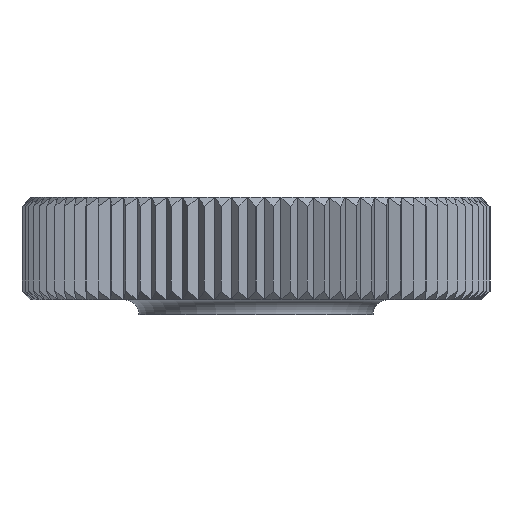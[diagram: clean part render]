
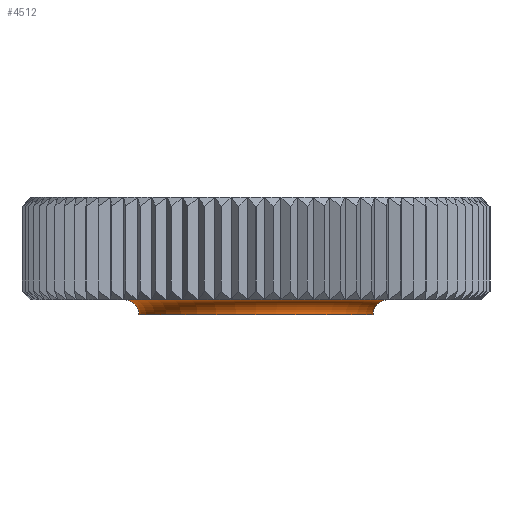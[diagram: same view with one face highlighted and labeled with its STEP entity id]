
A CAD part, front view. The second image highlights one B-rep face of the part: STEP entity #4512.
In plain terms, the highlighted toroidal (fillet/blend) face has major radius 4.5 mm and minor radius 0.5 mm.
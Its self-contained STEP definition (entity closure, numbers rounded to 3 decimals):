
#2138=EDGE_CURVE('',#2680,#3808,#6049,.T.);
#2680=VERTEX_POINT('',#6662);
#3210=EDGE_CURVE('',#2680,#3968,#7251,.T.);
#3808=VERTEX_POINT('',#7918);
#3968=VERTEX_POINT('',#8097);
#4512=ADVANCED_FACE('',(#8701),#8702,.F.);
#4834=VERTEX_POINT('',#9057);
#5490=EDGE_CURVE('',#4834,#3968,#9784,.T.);
#5694=EDGE_CURVE('',#3808,#4834,#10013,.T.);
#6049=CIRCLE('',#10587,0.5);
#6662=CARTESIAN_POINT('',(4.5,0.,0.5));
#7251=CIRCLE('',#12892,4.5);
#7918=CARTESIAN_POINT('',(4.,0.,0.0));
#8097=CARTESIAN_POINT('',(-4.5,0.,0.5));
#8701=FACE_OUTER_BOUND('',#15788,.T.);
#8702=TOROIDAL_SURFACE('',#15789,4.5,0.5);
#9057=CARTESIAN_POINT('',(-4.,0.,0.0));
#9784=CIRCLE('',#17933,0.5);
#10013=CIRCLE('',#18431,4.);
#10587=AXIS2_PLACEMENT_3D('',#19033,#19034,#19035);
#12892=AXIS2_PLACEMENT_3D('',#20528,#20529,#20530);
#15788=EDGE_LOOP('',(#22174,#22175,#22176,#22177));
#15789=AXIS2_PLACEMENT_3D('',#22178,#22179,#22180);
#17933=AXIS2_PLACEMENT_3D('',#23418,#23419,#23420);
#18431=AXIS2_PLACEMENT_3D('',#23690,#23691,#23692);
#19033=CARTESIAN_POINT('',(4.5,0.,0.));
#19034=DIRECTION('',(0.,-1.0,-0.0));
#19035=DIRECTION('',(1.0,0.,0.0));
#20528=CARTESIAN_POINT('',(0.,0.,0.5));
#20529=DIRECTION('',(0.0,0.0,-1.0));
#20530=DIRECTION('',(1.0,0.,0.0));
#22174=ORIENTED_EDGE('',*,*,#2138,.F.);
#22175=ORIENTED_EDGE('',*,*,#3210,.T.);
#22176=ORIENTED_EDGE('',*,*,#5490,.F.);
#22177=ORIENTED_EDGE('',*,*,#5694,.F.);
#22178=CARTESIAN_POINT('',(0.,0.,0.));
#22179=DIRECTION('',(0.0,0.0,-1.0));
#22180=DIRECTION('',(-1.0,0.0,0.0));
#23418=CARTESIAN_POINT('',(-4.5,0.,0.));
#23419=DIRECTION('',(0.,-1.0,-0.0));
#23420=DIRECTION('',(-1.0,0.,0.0));
#23690=CARTESIAN_POINT('',(0.,0.,0.0));
#23691=DIRECTION('',(0.0,0.0,-1.0));
#23692=DIRECTION('',(1.0,0.,0.0));
